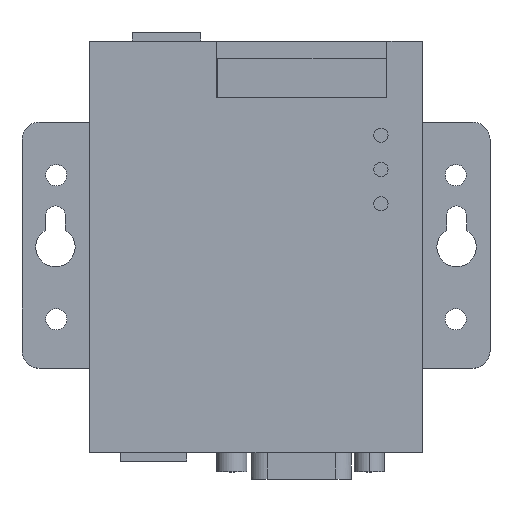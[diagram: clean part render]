
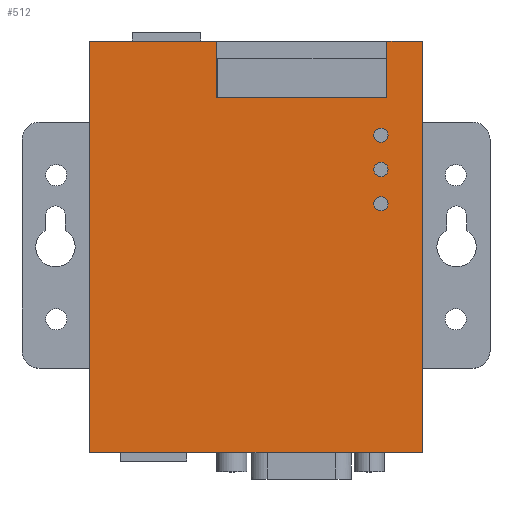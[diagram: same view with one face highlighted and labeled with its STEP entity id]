
A CAD part, top view. The second image highlights one B-rep face of the part: STEP entity #512.
In plain terms, the highlighted planar face has unit normal (0, 0, 1).
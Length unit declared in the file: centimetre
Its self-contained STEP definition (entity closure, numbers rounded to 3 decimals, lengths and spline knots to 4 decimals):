
#53 = EDGE_CURVE ( 'NONE', #3173, #552, #2897, .T. ) ;
#57 = ORIENTED_EDGE ( 'NONE', *, *, #454, .F. ) ;
#81 = DIRECTION ( 'NONE',  ( 1., 0., 0. ) ) ;
#94 = CARTESIAN_POINT ( 'NONE',  ( -2.915, -3.605, 2.26 ) ) ;
#130 = DIRECTION ( 'NONE',  ( 1., 0., 0. ) ) ;
#141 = CARTESIAN_POINT ( 'NONE',  ( 2.19, 1.955, 2.26 ) ) ;
#184 = CARTESIAN_POINT ( 'NONE',  ( 2.065, 1.955, 2.26 ) ) ;
#207 = PLANE ( 'NONE',  #1276 ) ;
#230 = EDGE_LOOP ( 'NONE', ( #1101, #3186 ) ) ;
#248 = FACE_BOUND ( 'NONE', #468, .T. ) ;
#304 = CARTESIAN_POINT ( 'NONE',  ( 2.915, 3.605, 2.26 ) ) ;
#326 = DIRECTION ( 'NONE',  ( 0., 1., 0. ) ) ;
#435 = CARTESIAN_POINT ( 'NONE',  ( 2.915, -3.605, 2.26 ) ) ;
#454 = EDGE_CURVE ( 'NONE', #2410, #926, #2826, .T. ) ;
#463 = DIRECTION ( 'NONE',  ( -1., 0., 0. ) ) ;
#468 = EDGE_LOOP ( 'NONE', ( #1769, #1250 ) ) ;
#490 = EDGE_CURVE ( 'NONE', #2635, #960, #890, .T. ) ;
#502 = CARTESIAN_POINT ( 'NONE',  ( 2.915, 3.605, 2.26 ) ) ;
#512 = ADVANCED_FACE ( 'NONE', ( #248, #808, #734, #2214 ), #207, .F. ) ;
#544 = CARTESIAN_POINT ( 'NONE',  ( 2.19, 1.355, 2.26 ) ) ;
#552 = VERTEX_POINT ( 'NONE', #2285 ) ;
#554 = VERTEX_POINT ( 'NONE', #999 ) ;
#575 = CARTESIAN_POINT ( 'NONE',  ( -0.685, 2.615, 2.26 ) ) ;
#669 = EDGE_LOOP ( 'NONE', ( #2551, #3208, #2777, #2127, #57, #1443, #2241, #1677 ) ) ;
#734 = FACE_BOUND ( 'NONE', #3260, .T. ) ;
#797 = VERTEX_POINT ( 'NONE', #1674 ) ;
#802 = VECTOR ( 'NONE', #1930, 100. ) ;
#808 = FACE_BOUND ( 'NONE', #230, .T. ) ;
#874 = LINE ( 'NONE', #1437, #961 ) ;
#879 = LINE ( 'NONE', #94, #1129 ) ;
#890 = CIRCLE ( 'NONE', #1858, 0.125 ) ;
#899 = EDGE_CURVE ( 'NONE', #2002, #2589, #874, .T. ) ;
#913 = DIRECTION ( 'NONE',  ( 1., 0., 0. ) ) ;
#917 = LINE ( 'NONE', #3200, #2512 ) ;
#926 = VERTEX_POINT ( 'NONE', #989 ) ;
#960 = VERTEX_POINT ( 'NONE', #184 ) ;
#961 = VECTOR ( 'NONE', #2269, 100. ) ;
#976 = CARTESIAN_POINT ( 'NONE',  ( -0.685, 3.605, 2.26 ) ) ;
#984 = CARTESIAN_POINT ( 'NONE',  ( 2.295, 2.615, 2.26 ) ) ;
#989 = CARTESIAN_POINT ( 'NONE',  ( -2.915, -3.605, 2.26 ) ) ;
#995 = VECTOR ( 'NONE', #1032, 100. ) ;
#999 = CARTESIAN_POINT ( 'NONE',  ( -2.915, 3.605, 2.26 ) ) ;
#1030 = VERTEX_POINT ( 'NONE', #976 ) ;
#1032 = DIRECTION ( 'NONE',  ( 1., 0., 0. ) ) ;
#1058 = DIRECTION ( 'NONE',  ( 1., 0., 0. ) ) ;
#1101 = ORIENTED_EDGE ( 'NONE', *, *, #1721, .F. ) ;
#1121 = DIRECTION ( 'NONE',  ( 1., 0., 0. ) ) ;
#1129 = VECTOR ( 'NONE', #326, 100. ) ;
#1147 = VERTEX_POINT ( 'NONE', #502 ) ;
#1161 = CARTESIAN_POINT ( 'NONE',  ( 2.915, -3.605, 2.26 ) ) ;
#1198 = EDGE_CURVE ( 'NONE', #797, #1030, #3005, .T. ) ;
#1250 = ORIENTED_EDGE ( 'NONE', *, *, #2057, .F. ) ;
#1276 = AXIS2_PLACEMENT_3D ( 'NONE', #1985, #2022, #463 ) ;
#1338 = CIRCLE ( 'NONE', #2246, 0.125 ) ;
#1340 = CARTESIAN_POINT ( 'NONE',  ( 2.295, 3.605, 2.26 ) ) ;
#1416 = DIRECTION ( 'NONE',  ( 0., 0., 1. ) ) ;
#1437 = CARTESIAN_POINT ( 'NONE',  ( 2.295, 2.615, 2.26 ) ) ;
#1443 = ORIENTED_EDGE ( 'NONE', *, *, #2273, .F. ) ;
#1466 = CARTESIAN_POINT ( 'NONE',  ( 2.19, 0.755, 2.26 ) ) ;
#1673 = DIRECTION ( 'NONE',  ( 0., 0., 1. ) ) ;
#1674 = CARTESIAN_POINT ( 'NONE',  ( -0.685, 2.615, 2.26 ) ) ;
#1677 = ORIENTED_EDGE ( 'NONE', *, *, #899, .F. ) ;
#1688 = LINE ( 'NONE', #3235, #995 ) ;
#1721 = EDGE_CURVE ( 'NONE', #552, #3173, #2039, .T. ) ;
#1733 = DIRECTION ( 'NONE',  ( 1., 0., 0. ) ) ;
#1762 = AXIS2_PLACEMENT_3D ( 'NONE', #141, #1673, #913 ) ;
#1767 = VECTOR ( 'NONE', #1857, 100. ) ;
#1769 = ORIENTED_EDGE ( 'NONE', *, *, #2654, .F. ) ;
#1833 = AXIS2_PLACEMENT_3D ( 'NONE', #1466, #2652, #130 ) ;
#1857 = DIRECTION ( 'NONE',  ( 0., -1., 0. ) ) ;
#1858 = AXIS2_PLACEMENT_3D ( 'NONE', #2013, #2746, #2464 ) ;
#1930 = DIRECTION ( 'NONE',  ( 1., 0., 0. ) ) ;
#1985 = CARTESIAN_POINT ( 'NONE',  ( 0., 0., 2.26 ) ) ;
#2002 = VERTEX_POINT ( 'NONE', #984 ) ;
#2013 = CARTESIAN_POINT ( 'NONE',  ( 2.19, 1.955, 2.26 ) ) ;
#2022 = DIRECTION ( 'NONE',  ( 0., 0., -1. ) ) ;
#2024 = EDGE_CURVE ( 'NONE', #797, #2002, #1688, .T. ) ;
#2039 = CIRCLE ( 'NONE', #1833, 0.125 ) ;
#2057 = EDGE_CURVE ( 'NONE', #2704, #3013, #2420, .T. ) ;
#2121 = VECTOR ( 'NONE', #2831, 100. ) ;
#2127 = ORIENTED_EDGE ( 'NONE', *, *, #2756, .F. ) ;
#2214 = FACE_OUTER_BOUND ( 'NONE', #669, .T. ) ;
#2236 = CARTESIAN_POINT ( 'NONE',  ( 2.315, 1.355, 2.26 ) ) ;
#2241 = ORIENTED_EDGE ( 'NONE', *, *, #2917, .F. ) ;
#2246 = AXIS2_PLACEMENT_3D ( 'NONE', #544, #1416, #81 ) ;
#2269 = DIRECTION ( 'NONE',  ( 0., 1., 0. ) ) ;
#2273 = EDGE_CURVE ( 'NONE', #1147, #2410, #3182, .T. ) ;
#2285 = CARTESIAN_POINT ( 'NONE',  ( 2.315, 0.755, 2.26 ) ) ;
#2314 = EDGE_CURVE ( 'NONE', #554, #1030, #2819, .T. ) ;
#2326 = CIRCLE ( 'NONE', #1762, 0.125 ) ;
#2327 = CARTESIAN_POINT ( 'NONE',  ( 2.315, 1.955, 2.26 ) ) ;
#2410 = VERTEX_POINT ( 'NONE', #1161 ) ;
#2420 = CIRCLE ( 'NONE', #3038, 0.125 ) ;
#2464 = DIRECTION ( 'NONE',  ( 1., 0., 0. ) ) ;
#2512 = VECTOR ( 'NONE', #1733, 100. ) ;
#2551 = ORIENTED_EDGE ( 'NONE', *, *, #2024, .F. ) ;
#2556 = DIRECTION ( 'NONE',  ( 0., 0., 1. ) ) ;
#2589 = VERTEX_POINT ( 'NONE', #1340 ) ;
#2635 = VERTEX_POINT ( 'NONE', #2327 ) ;
#2641 = CARTESIAN_POINT ( 'NONE',  ( 2.065, 1.355, 2.26 ) ) ;
#2652 = DIRECTION ( 'NONE',  ( 0., 0., 1. ) ) ;
#2654 = EDGE_CURVE ( 'NONE', #3013, #2704, #1338, .T. ) ;
#2663 = CARTESIAN_POINT ( 'NONE',  ( -2.915, 3.605, 2.26 ) ) ;
#2704 = VERTEX_POINT ( 'NONE', #2641 ) ;
#2739 = DIRECTION ( 'NONE',  ( -1., 0., 0. ) ) ;
#2746 = DIRECTION ( 'NONE',  ( 0., 0., 1. ) ) ;
#2756 = EDGE_CURVE ( 'NONE', #926, #554, #879, .T. ) ;
#2768 = ORIENTED_EDGE ( 'NONE', *, *, #490, .F. ) ;
#2777 = ORIENTED_EDGE ( 'NONE', *, *, #2314, .F. ) ;
#2819 = LINE ( 'NONE', #2663, #802 ) ;
#2826 = LINE ( 'NONE', #435, #3169 ) ;
#2831 = DIRECTION ( 'NONE',  ( 0., 1., 0. ) ) ;
#2844 = ORIENTED_EDGE ( 'NONE', *, *, #3261, .F. ) ;
#2897 = CIRCLE ( 'NONE', #3212, 0.125 ) ;
#2917 = EDGE_CURVE ( 'NONE', #2589, #1147, #917, .T. ) ;
#3005 = LINE ( 'NONE', #575, #2121 ) ;
#3013 = VERTEX_POINT ( 'NONE', #2236 ) ;
#3019 = CARTESIAN_POINT ( 'NONE',  ( 2.065, 0.755, 2.26 ) ) ;
#3037 = CARTESIAN_POINT ( 'NONE',  ( 2.19, 1.355, 2.26 ) ) ;
#3038 = AXIS2_PLACEMENT_3D ( 'NONE', #3037, #2556, #1058 ) ;
#3112 = CARTESIAN_POINT ( 'NONE',  ( 2.19, 0.755, 2.26 ) ) ;
#3134 = DIRECTION ( 'NONE',  ( 0., 0., 1. ) ) ;
#3169 = VECTOR ( 'NONE', #2739, 100. ) ;
#3173 = VERTEX_POINT ( 'NONE', #3019 ) ;
#3182 = LINE ( 'NONE', #304, #1767 ) ;
#3186 = ORIENTED_EDGE ( 'NONE', *, *, #53, .F. ) ;
#3200 = CARTESIAN_POINT ( 'NONE',  ( -2.915, 3.605, 2.26 ) ) ;
#3208 = ORIENTED_EDGE ( 'NONE', *, *, #1198, .T. ) ;
#3212 = AXIS2_PLACEMENT_3D ( 'NONE', #3112, #3134, #1121 ) ;
#3235 = CARTESIAN_POINT ( 'NONE',  ( -0.685, 2.615, 2.26 ) ) ;
#3260 = EDGE_LOOP ( 'NONE', ( #2768, #2844 ) ) ;
#3261 = EDGE_CURVE ( 'NONE', #960, #2635, #2326, .T. ) ;
